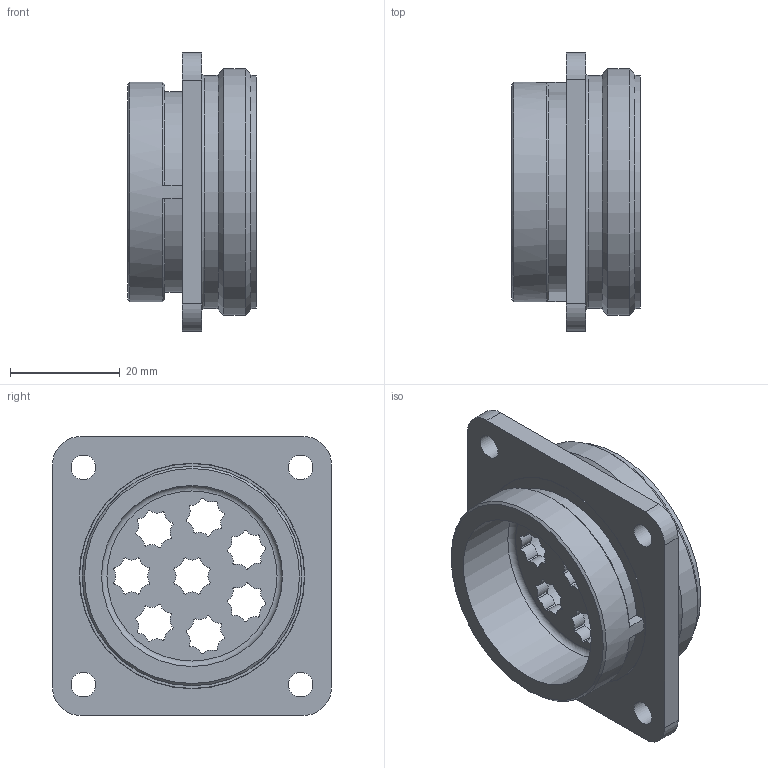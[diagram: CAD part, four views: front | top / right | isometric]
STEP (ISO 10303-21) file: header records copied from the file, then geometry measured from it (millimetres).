
FILE_DESCRIPTION(/* description */ ('STEP AP214'),/* implementation_level */ '2;1');
FILE_NAME(/* name */ '7563_KDVF-8',/* time_stamp */ '2024-08-27T06:52:33+02:00',/* author */ ('License CC BY-ND 4.0'),/* organization */ ('CADENAS'),/* preprocessor_version */ 'ST-DEVELOPER v19.3',/* originating_system */ 'PARTsolutions',/* authorisation */ ' ');
FILE_SCHEMA (('AUTOMOTIVE_DESIGN {1 0 10303 214 3 1 1}'));
Length unit declared in the file: millimetre
Products named in the file (1): 7563 KDVF-8
Bounding box: 23.5 x 50.8 x 50.8 mm (x, y, z)
Volume: 17799.9 mm3; surface area: 15385.9 mm2
Topology: 1 solids, 1 shells, 206 faces, 550 edges, 366 vertices
Faces by surface type: cylinder 160, plane 33, torus 7, cone 6
Full cylindrical faces by diameter (mm): 4.5 x4, 8.2 x8, 33 x1, 37.8 x1, 38.6 x1, 39 x1, 39.9 x1, 40 x1, 41 x2, 41.1 x1, 42.5 x2, 45 x1
Entity records: 6424 total; most frequent: DIRECTION 1248, CARTESIAN_POINT 1084, ORIENTED_EDGE 1008, AXIS2_PLACEMENT_3D 543, EDGE_CURVE 504, VERTEX_POINT 355, CIRCLE 336, EDGE_LOOP 285
